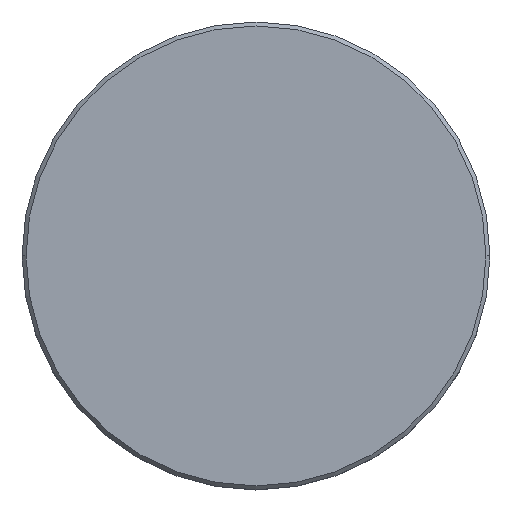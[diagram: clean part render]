
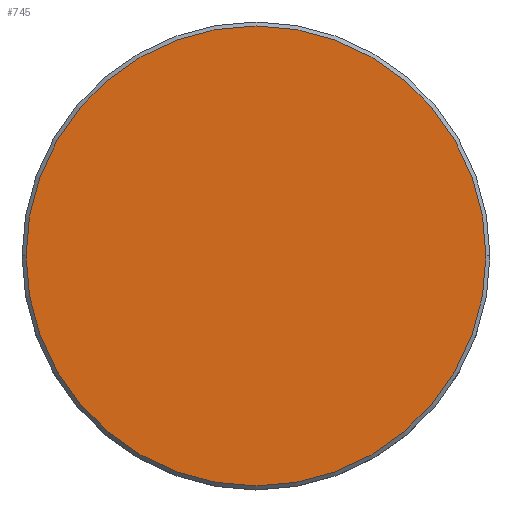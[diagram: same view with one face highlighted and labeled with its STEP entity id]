
A CAD part, top view. The second image highlights one B-rep face of the part: STEP entity #745.
In plain terms, the highlighted planar face has unit normal (0, 0, 1).
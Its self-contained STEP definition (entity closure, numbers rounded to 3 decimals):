
#182 = VERTEX_POINT ( 'NONE', #1048 ) ;
#221 = ORIENTED_EDGE ( 'NONE', *, *, #725, .T. ) ;
#244 = DIRECTION ( 'NONE',  ( 0., 0., 1. ) ) ;
#307 = AXIS2_PLACEMENT_3D ( 'NONE', #566, #244, #1051 ) ;
#394 = DIRECTION ( 'NONE',  ( 0., 0., 1. ) ) ;
#400 = CARTESIAN_POINT ( 'NONE',  ( 0., 0., 0. ) ) ;
#410 = CIRCLE ( 'NONE', #550, 29. ) ;
#550 = AXIS2_PLACEMENT_3D ( 'NONE', #400, #949, #865 ) ;
#566 = CARTESIAN_POINT ( 'NONE',  ( 0., 0., 0. ) ) ;
#630 = CARTESIAN_POINT ( 'NONE',  ( 0., 0., 0. ) ) ;
#662 = VERTEX_POINT ( 'NONE', #1037 ) ;
#725 = EDGE_CURVE ( 'NONE', #662, #182, #968, .T. ) ;
#742 = DIRECTION ( 'NONE',  ( 1., 0., 0. ) ) ;
#745 = ADVANCED_FACE ( 'NONE', ( #807 ), #1064, .T. ) ;
#807 = FACE_OUTER_BOUND ( 'NONE', #909, .T. ) ;
#841 = AXIS2_PLACEMENT_3D ( 'NONE', #630, #394, #742 ) ;
#865 = DIRECTION ( 'NONE',  ( 1., 0., 0. ) ) ;
#909 = EDGE_LOOP ( 'NONE', ( #1180, #221 ) ) ;
#949 = DIRECTION ( 'NONE',  ( 0., 0., 1. ) ) ;
#968 = CIRCLE ( 'NONE', #307, 29. ) ;
#1037 = CARTESIAN_POINT ( 'NONE',  ( 29., 0., 0. ) ) ;
#1048 = CARTESIAN_POINT ( 'NONE',  ( -29., 0., 0. ) ) ;
#1051 = DIRECTION ( 'NONE',  ( 1., 0., 0. ) ) ;
#1064 = PLANE ( 'NONE',  #841 ) ;
#1160 = EDGE_CURVE ( 'NONE', #182, #662, #410, .T. ) ;
#1180 = ORIENTED_EDGE ( 'NONE', *, *, #1160, .T. ) ;
